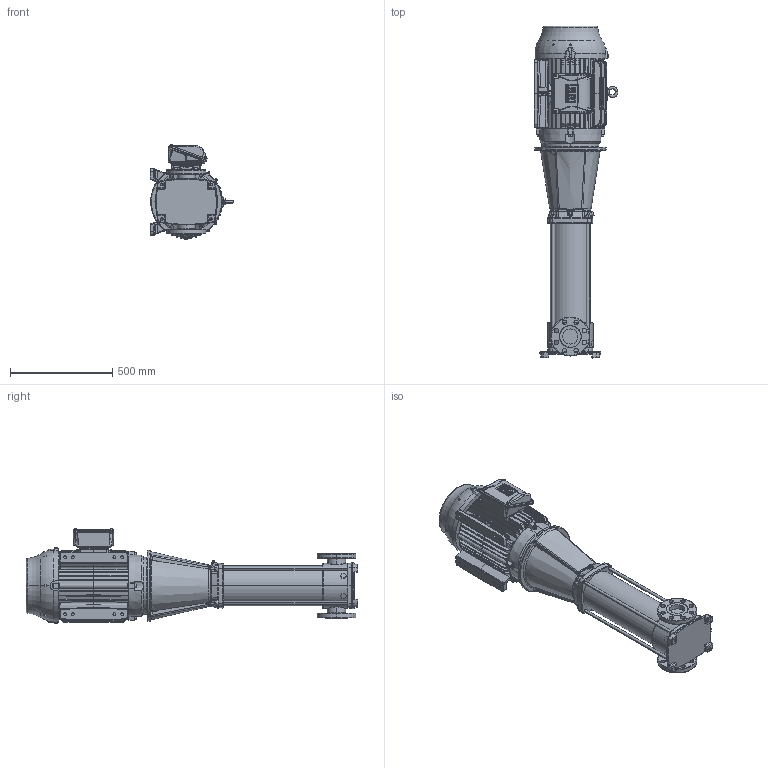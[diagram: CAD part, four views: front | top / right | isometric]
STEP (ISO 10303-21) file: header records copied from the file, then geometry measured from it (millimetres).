
FILE_DESCRIPTION (( 'STEP AP203' ), '1' );
FILE_NAME ('3350105 - MVI-160-7-30 HP-286TSC-304-E-575~3.step', '2022-03-31T14:44:55', ( '' ), ( '' ), 'SwSTEP 2.0', 'SolidWorks 2021', '' );
FILE_SCHEMA (( 'CONFIG_CONTROL_DESIGN' ));
Length unit declared in the file: inch
Products named in the file (5): 2700107 - NEMA V2 30 HP 284_6TSC 575~3 TEFC W; TEFC MOTOR_2700107 - NEMA V2 30 HP 284_6TSC 575~3 TEFC W; sbi_n_32-7_flange(NEMA); 3350105 - MVI-160-7-30 HP-286TSC-304-E-575~3; MVI PEO - [304-EPDM]_3304105 - MVI-160-7-30 HP-286TSC-304-E-S
Assembly tree (4 placements, depth 3):
  3350105 - MVI-160-7-30 HP-286TSC-304-E-575~3
    MVI PEO - [304-EPDM]_3304105 - MVI-160-7-30 HP-286TSC-304-E-S
      sbi_n_32-7_flange(NEMA)
    TEFC MOTOR_2700107 - NEMA V2 30 HP 284_6TSC 575~3 TEFC W
      2700107 - NEMA V2 30 HP 284_6TSC 575~3 TEFC W
Bounding box: 410.8 x 1626.6 x 466.9 mm (x, y, z)
Volume: 92797785.4 mm3; surface area: 3478999.3 mm2
Topology: 22 solids, 31 shells, 3325 faces, 8342 edges, 5157 vertices
Faces by surface type: plane 1017, cylinder 1004, bspline 975, cone 258, torus 53, sphere 18
Entity records: 160482 total; most frequent: CARTESIAN_POINT 89509, ORIENTED_EDGE 16592, DIRECTION 12333, EDGE_CURVE 8296, VERTEX_POINT 5154, AXIS2_PLACEMENT_3D 4889, EDGE_LOOP 3524, ADVANCED_FACE 3325
